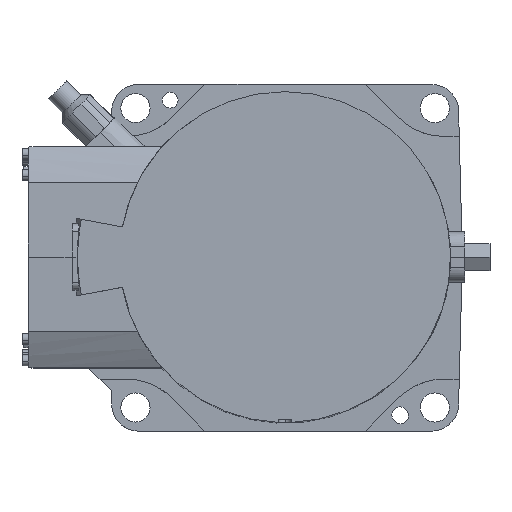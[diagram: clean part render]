
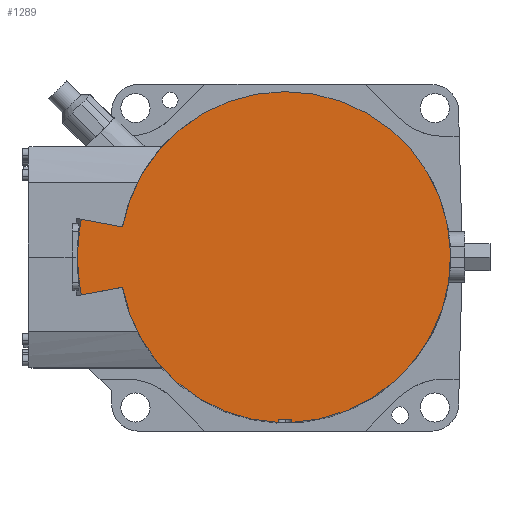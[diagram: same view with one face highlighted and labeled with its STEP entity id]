
A CAD part, top view. The second image highlights one B-rep face of the part: STEP entity #1289.
In plain terms, the highlighted planar face has unit normal (0, 0, 1).
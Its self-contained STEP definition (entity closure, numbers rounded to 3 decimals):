
#152 = CARTESIAN_POINT ( 'NONE',  ( -4., -103., 272. ) ) ;
#223 = DIRECTION ( 'NONE',  ( 1., 0., 0. ) ) ;
#337 = CARTESIAN_POINT ( 'NONE',  ( 0., 0., 272. ) ) ;
#509 = AXIS2_PLACEMENT_3D ( 'NONE', #3304, #1586, #223 ) ;
#530 = EDGE_CURVE ( 'NONE', #5826, #5670, #14390, .T. ) ;
#1067 = CARTESIAN_POINT ( 'NONE',  ( -103.242, -19.135, 272. ) ) ;
#1114 = VERTEX_POINT ( 'NONE', #2733 ) ;
#1118 = ORIENTED_EDGE ( 'NONE', *, *, #7523, .F. ) ;
#1289 = ADVANCED_FACE ( 'NONE', ( #11246 ), #13877, .T. ) ;
#1324 = EDGE_CURVE ( 'NONE', #15758, #5826, #7239, .T. ) ;
#1464 = CARTESIAN_POINT ( 'NONE',  ( -131.462, 5.74, 272. ) ) ;
#1549 = CARTESIAN_POINT ( 'NONE',  ( 0., 0., 272. ) ) ;
#1586 = DIRECTION ( 'NONE',  ( 0., 0., 1. ) ) ;
#1763 = DIRECTION ( 'NONE',  ( 0., -1., 0. ) ) ;
#1792 = ORIENTED_EDGE ( 'NONE', *, *, #13059, .T. ) ;
#2733 = CARTESIAN_POINT ( 'NONE',  ( -103.242, 19.135, 272. ) ) ;
#2948 = VECTOR ( 'NONE', #11298, 1000. ) ;
#3084 = DIRECTION ( 'NONE',  ( 0., 0., 1. ) ) ;
#3089 = LINE ( 'NONE', #4544, #6960 ) ;
#3200 = AXIS2_PLACEMENT_3D ( 'NONE', #337, #12856, #17085 ) ;
#3304 = CARTESIAN_POINT ( 'NONE',  ( 0., 0., 272. ) ) ;
#3346 = EDGE_CURVE ( 'NONE', #1114, #7707, #7291, .T. ) ;
#3721 = CARTESIAN_POINT ( 'NONE',  ( 0., 0., 272. ) ) ;
#3829 = CIRCLE ( 'NONE', #8460, 131.587 ) ;
#4544 = CARTESIAN_POINT ( 'NONE',  ( 4., -103., 272. ) ) ;
#4811 = CARTESIAN_POINT ( 'NONE',  ( -131.462, -5.74, 272. ) ) ;
#4941 = CIRCLE ( 'NONE', #3200, 131.587 ) ;
#5011 = EDGE_CURVE ( 'NONE', #7636, #12100, #15795, .T. ) ;
#5239 = VERTEX_POINT ( 'NONE', #8718 ) ;
#5670 = VERTEX_POINT ( 'NONE', #11326 ) ;
#5826 = VERTEX_POINT ( 'NONE', #1067 ) ;
#5842 = DIRECTION ( 'NONE',  ( 1., 0., 0. ) ) ;
#6151 = VECTOR ( 'NONE', #16306, 1000. ) ;
#6322 = VECTOR ( 'NONE', #12773, 1000. ) ;
#6678 = ORIENTED_EDGE ( 'NONE', *, *, #14861, .T. ) ;
#6796 = EDGE_CURVE ( 'NONE', #17047, #1114, #11341, .T. ) ;
#6960 = VECTOR ( 'NONE', #15760, 1000. ) ;
#7125 = LINE ( 'NONE', #152, #15697 ) ;
#7205 = CARTESIAN_POINT ( 'NONE',  ( -129.384, 23.98, 272. ) ) ;
#7239 = LINE ( 'NONE', #13960, #6322 ) ;
#7291 = LINE ( 'NONE', #16807, #2948 ) ;
#7336 = DIRECTION ( 'NONE',  ( 1., 0., 0. ) ) ;
#7523 = EDGE_CURVE ( 'NONE', #7636, #5670, #7125, .T. ) ;
#7636 = VERTEX_POINT ( 'NONE', #13756 ) ;
#7707 = VERTEX_POINT ( 'NONE', #7205 ) ;
#7958 = ORIENTED_EDGE ( 'NONE', *, *, #15014, .T. ) ;
#8056 = AXIS2_PLACEMENT_3D ( 'NONE', #15492, #3084, #7336 ) ;
#8068 = LINE ( 'NONE', #16399, #6151 ) ;
#8247 = VECTOR ( 'NONE', #8652, 1000. ) ;
#8460 = AXIS2_PLACEMENT_3D ( 'NONE', #3721, #13328, #5842 ) ;
#8652 = DIRECTION ( 'NONE',  ( 1., 0., 0. ) ) ;
#8718 = CARTESIAN_POINT ( 'NONE',  ( -131.712, 0., 272. ) ) ;
#9635 = EDGE_CURVE ( 'NONE', #15394, #5239, #12266, .T. ) ;
#10599 = CARTESIAN_POINT ( 'NONE',  ( -131.462, 5.74, 272. ) ) ;
#10673 = ORIENTED_EDGE ( 'NONE', *, *, #5011, .T. ) ;
#10784 = ORIENTED_EDGE ( 'NONE', *, *, #3346, .T. ) ;
#11246 = FACE_OUTER_BOUND ( 'NONE', #14593, .T. ) ;
#11298 = DIRECTION ( 'NONE',  ( -0.983, 0.182, 0. ) ) ;
#11326 = CARTESIAN_POINT ( 'NONE',  ( -4., -104.924, 272. ) ) ;
#11341 = CIRCLE ( 'NONE', #15958, 105. ) ;
#12100 = VERTEX_POINT ( 'NONE', #15426 ) ;
#12266 = LINE ( 'NONE', #1464, #17175 ) ;
#12615 = EDGE_CURVE ( 'NONE', #12100, #17047, #3089, .T. ) ;
#12773 = DIRECTION ( 'NONE',  ( 0.983, 0.182, 0. ) ) ;
#12856 = DIRECTION ( 'NONE',  ( 0., 0., 1. ) ) ;
#13059 = EDGE_CURVE ( 'NONE', #13786, #15758, #4941, .T. ) ;
#13328 = DIRECTION ( 'NONE',  ( 0., 0., 1. ) ) ;
#13344 = ORIENTED_EDGE ( 'NONE', *, *, #6796, .T. ) ;
#13748 = CARTESIAN_POINT ( 'NONE',  ( 4., -104.924, 272. ) ) ;
#13756 = CARTESIAN_POINT ( 'NONE',  ( -4., -103., 272. ) ) ;
#13786 = VERTEX_POINT ( 'NONE', #4811 ) ;
#13877 = PLANE ( 'NONE',  #8056 ) ;
#13960 = CARTESIAN_POINT ( 'NONE',  ( -90., -16.681, 272. ) ) ;
#14390 = CIRCLE ( 'NONE', #509, 105. ) ;
#14593 = EDGE_LOOP ( 'NONE', ( #17328, #1118, #10673, #15446, #13344, #10784, #6678, #15261, #7958, #1792, #17314 ) ) ;
#14861 = EDGE_CURVE ( 'NONE', #7707, #15394, #3829, .T. ) ;
#15014 = EDGE_CURVE ( 'NONE', #5239, #13786, #8068, .T. ) ;
#15261 = ORIENTED_EDGE ( 'NONE', *, *, #9635, .T. ) ;
#15394 = VERTEX_POINT ( 'NONE', #10599 ) ;
#15426 = CARTESIAN_POINT ( 'NONE',  ( 4., -103., 272. ) ) ;
#15446 = ORIENTED_EDGE ( 'NONE', *, *, #12615, .T. ) ;
#15492 = CARTESIAN_POINT ( 'NONE',  ( 0., 0., 272. ) ) ;
#15532 = CARTESIAN_POINT ( 'NONE',  ( -4., -103., 272. ) ) ;
#15577 = DIRECTION ( 'NONE',  ( 0., 0., 1. ) ) ;
#15697 = VECTOR ( 'NONE', #1763, 1000. ) ;
#15758 = VERTEX_POINT ( 'NONE', #17536 ) ;
#15760 = DIRECTION ( 'NONE',  ( 0., -1., 0. ) ) ;
#15795 = LINE ( 'NONE', #15532, #8247 ) ;
#15958 = AXIS2_PLACEMENT_3D ( 'NONE', #1549, #15577, #17105 ) ;
#16306 = DIRECTION ( 'NONE',  ( 0.044, -0.999, 0. ) ) ;
#16399 = CARTESIAN_POINT ( 'NONE',  ( -131.462, -5.74, 272. ) ) ;
#16807 = CARTESIAN_POINT ( 'NONE',  ( -90., 16.681, 272. ) ) ;
#17047 = VERTEX_POINT ( 'NONE', #13748 ) ;
#17085 = DIRECTION ( 'NONE',  ( 1., 0., 0. ) ) ;
#17105 = DIRECTION ( 'NONE',  ( 1., 0., 0. ) ) ;
#17175 = VECTOR ( 'NONE', #17786, 1000. ) ;
#17314 = ORIENTED_EDGE ( 'NONE', *, *, #1324, .T. ) ;
#17328 = ORIENTED_EDGE ( 'NONE', *, *, #530, .T. ) ;
#17536 = CARTESIAN_POINT ( 'NONE',  ( -129.384, -23.98, 272. ) ) ;
#17786 = DIRECTION ( 'NONE',  ( -0.044, -0.999, 0. ) ) ;
